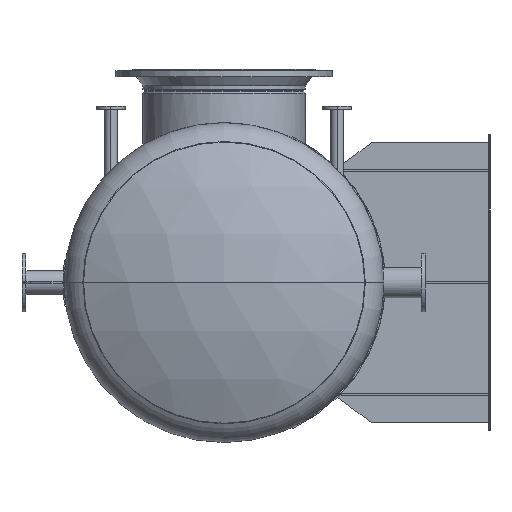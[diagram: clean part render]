
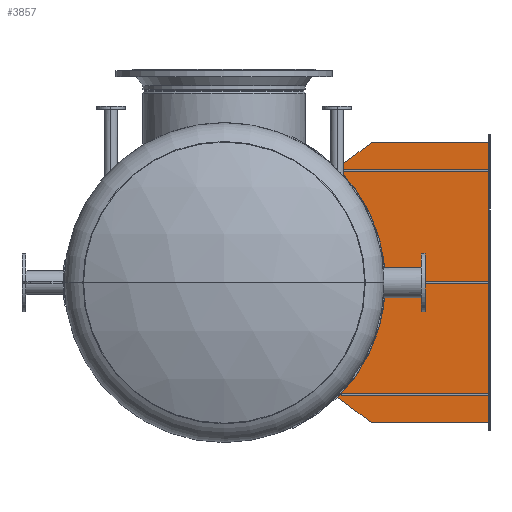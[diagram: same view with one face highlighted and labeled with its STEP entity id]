
A CAD part, left-side view. The second image highlights one B-rep face of the part: STEP entity #3857.
In plain terms, the highlighted planar face has unit normal (-1, 0, 0).
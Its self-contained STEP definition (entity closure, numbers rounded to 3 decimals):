
#688 = CARTESIAN_POINT ( 'NONE',  ( -547., -552.681, -525. ) ) ;
#694 = CARTESIAN_POINT ( 'NONE',  ( -547., 0., 0. ) ) ;
#744 = EDGE_CURVE ( 'NONE', #3740, #6882, #2768, .T. ) ;
#780 = CARTESIAN_POINT ( 'NONE',  ( -547., -993., 525. ) ) ;
#946 = PLANE ( 'NONE',  #1989 ) ;
#1028 = DIRECTION ( 'NONE',  ( 1., 0., 0. ) ) ;
#1113 = CARTESIAN_POINT ( 'NONE',  ( -547., -993., -525. ) ) ;
#1657 = VECTOR ( 'NONE', #15097, 1000. ) ;
#1914 = EDGE_CURVE ( 'NONE', #11201, #3740, #6980, .T. ) ;
#1989 = AXIS2_PLACEMENT_3D ( 'NONE', #694, #1028, #8492 ) ;
#2768 = LINE ( 'NONE', #10305, #16290 ) ;
#3248 = LINE ( 'NONE', #688, #14189 ) ;
#3251 = LINE ( 'NONE', #7362, #14494 ) ;
#3626 = CARTESIAN_POINT ( 'NONE',  ( -547., -425.208, -430.376 ) ) ;
#3740 = VERTEX_POINT ( 'NONE', #12222 ) ;
#3764 = AXIS2_PLACEMENT_3D ( 'NONE', #10223, #9019, #12887 ) ;
#3857 = ADVANCED_FACE ( 'NONE', ( #4541 ), #946, .F. ) ;
#4541 = FACE_OUTER_BOUND ( 'NONE', #11505, .T. ) ;
#4630 = LINE ( 'NONE', #780, #1657 ) ;
#4811 = VECTOR ( 'NONE', #9466, 1000. ) ;
#5022 = EDGE_CURVE ( 'NONE', #14172, #8099, #3251, .T. ) ;
#5247 = CARTESIAN_POINT ( 'NONE',  ( -547., -993., 525. ) ) ;
#5611 = CARTESIAN_POINT ( 'NONE',  ( -547., -552.681, 525. ) ) ;
#5683 = ORIENTED_EDGE ( 'NONE', *, *, #6799, .F. ) ;
#5901 = DIRECTION ( 'NONE',  ( 0., 0.803, 0.596 ) ) ;
#6799 = EDGE_CURVE ( 'NONE', #6868, #11201, #11160, .T. ) ;
#6868 = VERTEX_POINT ( 'NONE', #3626 ) ;
#6882 = VERTEX_POINT ( 'NONE', #5247 ) ;
#6980 = LINE ( 'NONE', #5611, #4811 ) ;
#7362 = CARTESIAN_POINT ( 'NONE',  ( -547., -993., -525. ) ) ;
#8099 = VERTEX_POINT ( 'NONE', #13647 ) ;
#8492 = DIRECTION ( 'NONE',  ( 0., 0., -1. ) ) ;
#8495 = EDGE_CURVE ( 'NONE', #8099, #6868, #3248, .T. ) ;
#9019 = DIRECTION ( 'NONE',  ( -1., 0., 0. ) ) ;
#9466 = DIRECTION ( 'NONE',  ( 0., -0.803, 0.596 ) ) ;
#10223 = CARTESIAN_POINT ( 'NONE',  ( -547., 0., 0. ) ) ;
#10305 = CARTESIAN_POINT ( 'NONE',  ( -547., -993., 525. ) ) ;
#11124 = EDGE_CURVE ( 'NONE', #6882, #14172, #4630, .T. ) ;
#11160 = CIRCLE ( 'NONE', #3764, 605. ) ;
#11201 = VERTEX_POINT ( 'NONE', #16717 ) ;
#11505 = EDGE_LOOP ( 'NONE', ( #12875, #13771, #16396, #5683, #12559, #13166 ) ) ;
#12222 = CARTESIAN_POINT ( 'NONE',  ( -547., -552.681, 525. ) ) ;
#12559 = ORIENTED_EDGE ( 'NONE', *, *, #8495, .F. ) ;
#12596 = DIRECTION ( 'NONE',  ( 0., 1., 0. ) ) ;
#12875 = ORIENTED_EDGE ( 'NONE', *, *, #11124, .F. ) ;
#12887 = DIRECTION ( 'NONE',  ( 0., 0., -1. ) ) ;
#13048 = DIRECTION ( 'NONE',  ( 0., -1., 0. ) ) ;
#13166 = ORIENTED_EDGE ( 'NONE', *, *, #5022, .F. ) ;
#13647 = CARTESIAN_POINT ( 'NONE',  ( -547., -552.681, -525. ) ) ;
#13771 = ORIENTED_EDGE ( 'NONE', *, *, #744, .F. ) ;
#14172 = VERTEX_POINT ( 'NONE', #1113 ) ;
#14189 = VECTOR ( 'NONE', #5901, 1000. ) ;
#14494 = VECTOR ( 'NONE', #12596, 1000. ) ;
#15097 = DIRECTION ( 'NONE',  ( 0., 0., -1. ) ) ;
#16290 = VECTOR ( 'NONE', #13048, 1000. ) ;
#16396 = ORIENTED_EDGE ( 'NONE', *, *, #1914, .F. ) ;
#16717 = CARTESIAN_POINT ( 'NONE',  ( -547., -425.208, 430.376 ) ) ;
